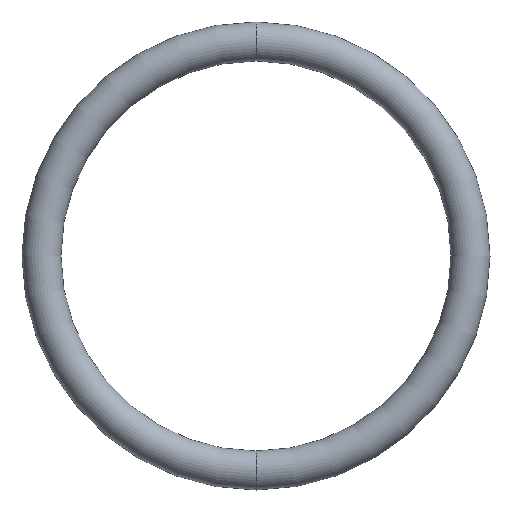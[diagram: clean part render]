
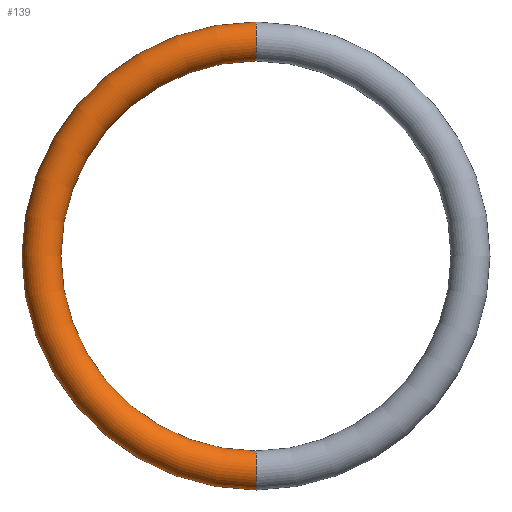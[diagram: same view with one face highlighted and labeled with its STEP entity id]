
A CAD part, front view. The second image highlights one B-rep face of the part: STEP entity #139.
In plain terms, the highlighted toroidal (fillet/blend) face has major radius 55 mm and minor radius 5 mm.
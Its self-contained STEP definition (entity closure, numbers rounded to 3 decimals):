
#11 = DIRECTION ( 'NONE',  ( 0., -1., 0. ) ) ;
#22 = CARTESIAN_POINT ( 'NONE',  ( 0., 0., 0. ) ) ;
#28 = EDGE_CURVE ( 'NONE', #44, #236, #174, .T. ) ;
#32 = CARTESIAN_POINT ( 'NONE',  ( 0., 0., 0. ) ) ;
#42 = DIRECTION ( 'NONE',  ( 1., 0., 0. ) ) ;
#44 = VERTEX_POINT ( 'NONE', #244 ) ;
#48 = CIRCLE ( 'NONE', #234, 60. ) ;
#49 = DIRECTION ( 'NONE',  ( 0., 0., -1. ) ) ;
#50 = DIRECTION ( 'NONE',  ( 0., -1., 0. ) ) ;
#59 = VERTEX_POINT ( 'NONE', #98 ) ;
#66 = DIRECTION ( 'NONE',  ( 0., 0., -1. ) ) ;
#69 = CARTESIAN_POINT ( 'NONE',  ( 0., 0., 55. ) ) ;
#71 = FACE_OUTER_BOUND ( 'NONE', #182, .T. ) ;
#89 = DIRECTION ( 'NONE',  ( 0., 0., -1. ) ) ;
#94 = CARTESIAN_POINT ( 'NONE',  ( 0., 0., 0. ) ) ;
#96 = ORIENTED_EDGE ( 'NONE', *, *, #106, .F. ) ;
#98 = CARTESIAN_POINT ( 'NONE',  ( 0., 0., 50. ) ) ;
#106 = EDGE_CURVE ( 'NONE', #140, #59, #148, .T. ) ;
#107 = DIRECTION ( 'NONE',  ( 0., 0., -1. ) ) ;
#131 = CARTESIAN_POINT ( 'NONE',  ( 0., 0., -50. ) ) ;
#132 = DIRECTION ( 'NONE',  ( -1., 0., 0. ) ) ;
#134 = AXIS2_PLACEMENT_3D ( 'NONE', #265, #132, #204 ) ;
#139 = ADVANCED_FACE ( 'NONE', ( #71 ), #222, .T. ) ;
#140 = VERTEX_POINT ( 'NONE', #193 ) ;
#148 = CIRCLE ( 'NONE', #184, 5. ) ;
#149 = EDGE_CURVE ( 'NONE', #140, #44, #48, .T. ) ;
#171 = DIRECTION ( 'NONE',  ( 0., -1., 0. ) ) ;
#174 = CIRCLE ( 'NONE', #134, 5. ) ;
#182 = EDGE_LOOP ( 'NONE', ( #96, #271, #190, #257 ) ) ;
#184 = AXIS2_PLACEMENT_3D ( 'NONE', #69, #42, #66 ) ;
#190 = ORIENTED_EDGE ( 'NONE', *, *, #28, .T. ) ;
#193 = CARTESIAN_POINT ( 'NONE',  ( 0., 0., 60. ) ) ;
#195 = AXIS2_PLACEMENT_3D ( 'NONE', #22, #171, #89 ) ;
#198 = EDGE_CURVE ( 'NONE', #59, #236, #215, .T. ) ;
#204 = DIRECTION ( 'NONE',  ( 0., 0., 1. ) ) ;
#215 = CIRCLE ( 'NONE', #229, 50. ) ;
#222 = TOROIDAL_SURFACE ( 'NONE', #195, 55., 5. ) ;
#229 = AXIS2_PLACEMENT_3D ( 'NONE', #32, #50, #107 ) ;
#234 = AXIS2_PLACEMENT_3D ( 'NONE', #94, #11, #49 ) ;
#236 = VERTEX_POINT ( 'NONE', #131 ) ;
#244 = CARTESIAN_POINT ( 'NONE',  ( 0., 0., -60. ) ) ;
#257 = ORIENTED_EDGE ( 'NONE', *, *, #198, .F. ) ;
#265 = CARTESIAN_POINT ( 'NONE',  ( 0., 0., -55. ) ) ;
#271 = ORIENTED_EDGE ( 'NONE', *, *, #149, .T. ) ;
